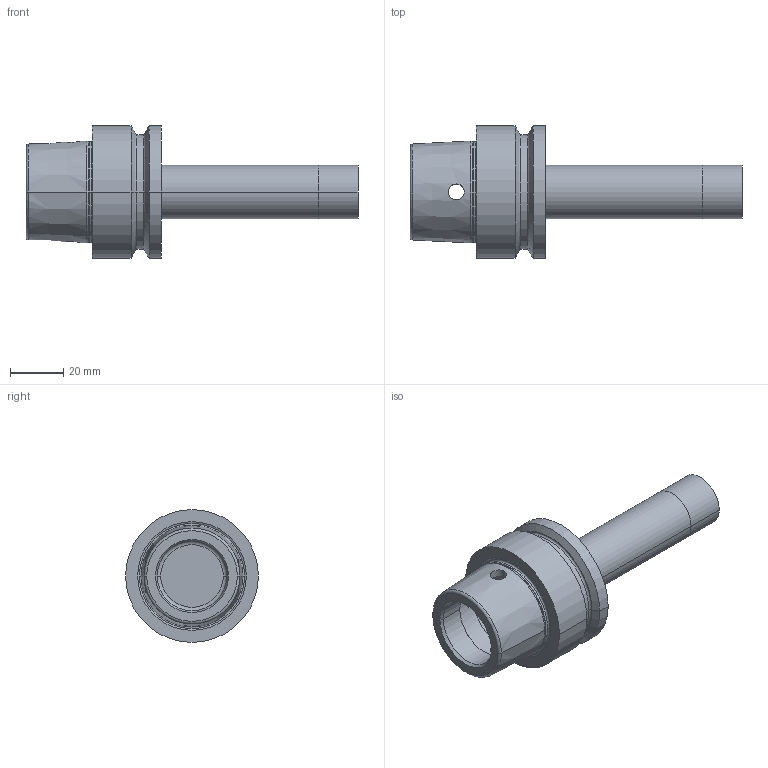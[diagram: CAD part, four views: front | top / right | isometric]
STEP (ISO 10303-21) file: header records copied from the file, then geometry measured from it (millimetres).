
FILE_DESCRIPTION((''),'2;1');
FILE_NAME('E50-163-20-2','2014-09-04T',('mei'),(''),'PRO/ENGINEER BY PARAMETRIC TECHNOLOGY CORPORATION, 2010430','PRO/ENGINEER BY PARAMETRIC TECHNOLOGY CORPORATION, 2010430','');
FILE_SCHEMA(('CONFIG_CONTROL_DESIGN'));
Length unit declared in the file: millimetre
Products named in the file (1): E50-163-20-2
Bounding box: 124.9 x 50 x 50 mm (x, y, z)
Volume: 76562.5 mm3; surface area: 20123.8 mm2
Topology: 1 solids, 2 shells, 60 faces, 130 edges, 76 vertices
Faces by surface type: cylinder 22, torus 16, cone 14, plane 8
Entity records: 1852 total; most frequent: CARTESIAN_POINT 451, DIRECTION 322, ORIENTED_EDGE 256, AXIS2_PLACEMENT_3D 143, EDGE_CURVE 130, CIRCLE 82, VERTEX_POINT 76, EDGE_LOOP 68
